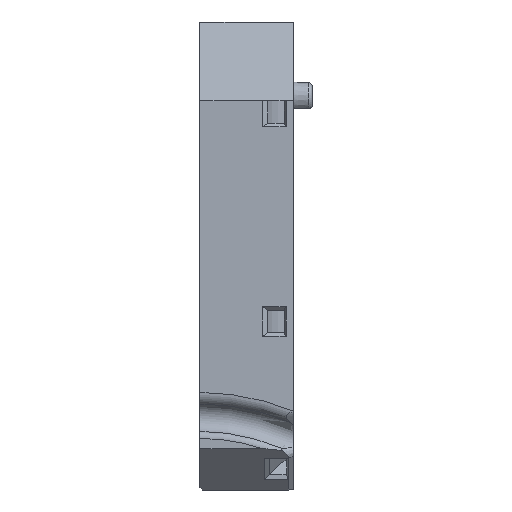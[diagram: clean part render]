
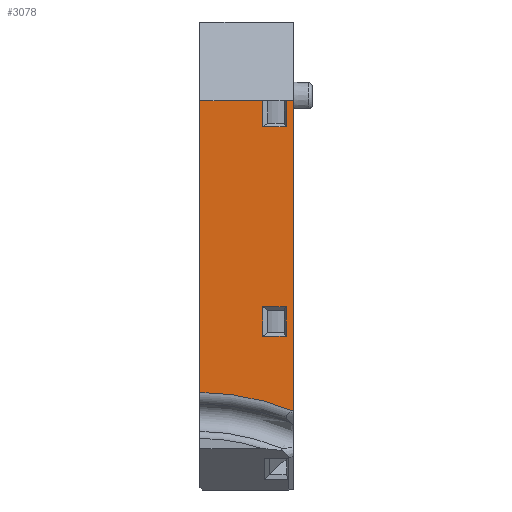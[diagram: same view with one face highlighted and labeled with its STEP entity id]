
A CAD part, left-side view. The second image highlights one B-rep face of the part: STEP entity #3078.
In plain terms, the highlighted planar face has unit normal (-1, 0, 0).
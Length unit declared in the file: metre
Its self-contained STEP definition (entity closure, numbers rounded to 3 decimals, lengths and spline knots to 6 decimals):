
#190=CIRCLE('',#3360,0.033014);
#802=ORIENTED_EDGE('',*,*,#1387,.F.);
#803=ORIENTED_EDGE('',*,*,#1381,.F.);
#804=ORIENTED_EDGE('',*,*,#1388,.F.);
#805=ORIENTED_EDGE('',*,*,#1377,.F.);
#806=ORIENTED_EDGE('',*,*,#1514,.F.);
#807=ORIENTED_EDGE('',*,*,#1260,.F.);
#808=ORIENTED_EDGE('',*,*,#1421,.T.);
#809=ORIENTED_EDGE('',*,*,#1411,.F.);
#810=ORIENTED_EDGE('',*,*,#1416,.F.);
#811=ORIENTED_EDGE('',*,*,#1409,.F.);
#812=ORIENTED_EDGE('',*,*,#1424,.T.);
#813=ORIENTED_EDGE('',*,*,#1515,.T.);
#1260=EDGE_CURVE('',#1714,#1715,#1986,.T.);
#1377=EDGE_CURVE('',#1812,#1813,#2037,.T.);
#1381=EDGE_CURVE('',#1815,#1816,#2040,.T.);
#1387=EDGE_CURVE('',#1816,#1812,#2045,.T.);
#1388=EDGE_CURVE('',#1813,#1815,#2046,.T.);
#1409=EDGE_CURVE('',#1835,#1836,#2066,.T.);
#1411=EDGE_CURVE('',#1837,#1838,#2068,.T.);
#1416=EDGE_CURVE('',#1836,#1837,#2073,.T.);
#1421=EDGE_CURVE('',#1714,#1838,#2076,.T.);
#1424=EDGE_CURVE('',#1835,#1845,#2079,.T.);
#1514=EDGE_CURVE('',#1715,#1890,#190,.T.);
#1515=EDGE_CURVE('',#1845,#1890,#2126,.T.);
#1714=VERTEX_POINT('',#4339);
#1715=VERTEX_POINT('',#4341);
#1812=VERTEX_POINT('',#4692);
#1813=VERTEX_POINT('',#4693);
#1815=VERTEX_POINT('',#4700);
#1816=VERTEX_POINT('',#4701);
#1835=VERTEX_POINT('',#4755);
#1836=VERTEX_POINT('',#4757);
#1837=VERTEX_POINT('',#4761);
#1838=VERTEX_POINT('',#4762);
#1845=VERTEX_POINT('',#4783);
#1890=VERTEX_POINT('',#5078);
#1986=LINE('',#4340,#2242);
#2037=LINE('',#4691,#2293);
#2040=LINE('',#4699,#2296);
#2045=LINE('',#4710,#2301);
#2046=LINE('',#4712,#2302);
#2066=LINE('',#4756,#2322);
#2068=LINE('',#4760,#2324);
#2073=LINE('',#4771,#2329);
#2076=LINE('',#4779,#2332);
#2079=LINE('',#4784,#2335);
#2126=LINE('',#5079,#2382);
#2242=VECTOR('',#3477,1.);
#2293=VECTOR('',#3684,1.);
#2296=VECTOR('',#3691,1.);
#2301=VECTOR('',#3700,1.);
#2302=VECTOR('',#3703,1.);
#2322=VECTOR('',#3737,1.);
#2324=VECTOR('',#3741,1.);
#2329=VECTOR('',#3748,1.);
#2332=VECTOR('',#3757,1.);
#2335=VECTOR('',#3760,1.);
#2382=VECTOR('',#3969,1.);
#2590=EDGE_LOOP('',(#802,#803,#804,#805));
#2591=EDGE_LOOP('',(#806,#807,#808,#809,#810,#811,#812,#813));
#2803=FACE_BOUND('',#2590,.T.);
#2804=FACE_BOUND('',#2591,.T.);
#2949=PLANE('',#3359);
#3078=ADVANCED_FACE('',(#2803,#2804),#2949,.T.);
#3359=AXIS2_PLACEMENT_3D('',#5076,#3965,#3966);
#3360=AXIS2_PLACEMENT_3D('',#5077,#3967,#3968);
#3477=DIRECTION('',(0.,0.,-1.));
#3684=DIRECTION('',(0.,-1.,0.));
#3691=DIRECTION('',(0.,1.,0.));
#3700=DIRECTION('',(0.,0.,-1.));
#3703=DIRECTION('',(0.,0.,1.));
#3737=DIRECTION('',(0.,0.,-1.));
#3741=DIRECTION('',(0.,0.,1.));
#3748=DIRECTION('',(0.,-1.,0.));
#3757=DIRECTION('',(0.,1.,0.));
#3760=DIRECTION('',(0.,1.,0.));
#3965=DIRECTION('',(-1.,0.,0.));
#3966=DIRECTION('',(0.,0.,1.));
#3967=DIRECTION('',(-1.,0.,0.));
#3968=DIRECTION('',(0.,0.,-1.));
#3969=DIRECTION('',(0.,0.,-1.));
#4339=CARTESIAN_POINT('',(0.044957,-0.049568,0.169924));
#4340=CARTESIAN_POINT('',(0.044957,-0.049568,0.149174));
#4341=CARTESIAN_POINT('',(0.044957,-0.049568,0.128445));
#4691=CARTESIAN_POINT('',(0.044957,-0.047021,0.138424));
#4692=CARTESIAN_POINT('',(0.044957,-0.045448,0.138424));
#4693=CARTESIAN_POINT('',(0.044957,-0.048593,0.138424));
#4699=CARTESIAN_POINT('',(0.044957,-0.047021,0.142424));
#4700=CARTESIAN_POINT('',(0.044957,-0.048593,0.142424));
#4701=CARTESIAN_POINT('',(0.044957,-0.045448,0.142424));
#4710=CARTESIAN_POINT('',(0.044957,-0.045448,0.166424));
#4712=CARTESIAN_POINT('',(0.044957,-0.048593,0.169924));
#4755=CARTESIAN_POINT('',(0.044957,-0.045448,0.169924));
#4756=CARTESIAN_POINT('',(0.044957,-0.045448,0.166424));
#4757=CARTESIAN_POINT('',(0.044957,-0.045448,0.166424));
#4760=CARTESIAN_POINT('',(0.044957,-0.048593,0.169924));
#4761=CARTESIAN_POINT('',(0.044957,-0.048593,0.166424));
#4762=CARTESIAN_POINT('',(0.044957,-0.048593,0.169924));
#4771=CARTESIAN_POINT('',(0.044957,-0.047021,0.166424));
#4779=CARTESIAN_POINT('',(0.044957,-0.043304,0.169924));
#4783=CARTESIAN_POINT('',(0.044957,-0.037068,0.169924));
#4784=CARTESIAN_POINT('',(0.044957,-0.043304,0.169924));
#5076=CARTESIAN_POINT('',(0.044957,-0.043304,0.146661));
#5077=CARTESIAN_POINT('',(0.044957,-0.036929,0.097947));
#5078=CARTESIAN_POINT('',(0.044957,-0.037068,0.13096));
#5079=CARTESIAN_POINT('',(0.044957,-0.037068,0.146661));
